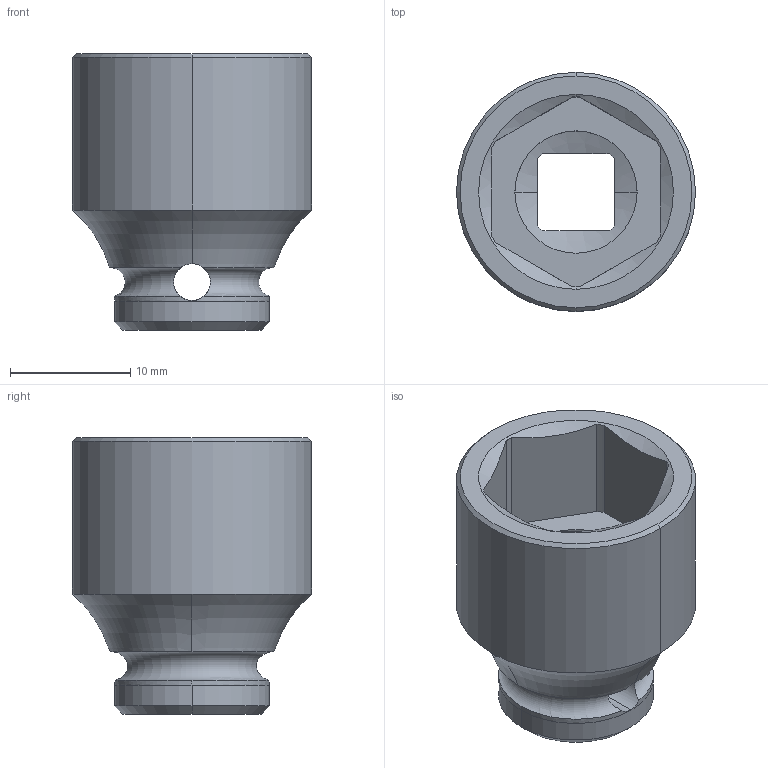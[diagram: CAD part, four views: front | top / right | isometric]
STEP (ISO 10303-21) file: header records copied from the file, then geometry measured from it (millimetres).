
FILE_DESCRIPTION((''),'2;1');
FILE_NAME('4027110014','2023-08-21T14:28:07',('A00565553'),(''),'CREO PARAMETRIC BY PTC INC, 2022414','CREO PARAMETRIC BY PTC INC, 2022414','');
FILE_SCHEMA(('CONFIG_CONTROL_DESIGN','GEOMETRIC_VALIDATION_PROPERTIES_MIM'));
Length unit declared in the file: millimetre
Products named in the file (1): 4027110014
Bounding box: 19.9 x 19.9 x 23 mm (x, y, z)
Volume: 3244.5 mm3; surface area: 2492.7 mm2
Topology: 1 solids, 1 shells, 59 faces, 159 edges, 100 vertices
Faces by surface type: cylinder 21, plane 20, cone 12, torus 6
Entity records: 2181 total; most frequent: CARTESIAN_POINT 600, ORIENTED_EDGE 318, DIRECTION 300, EDGE_CURVE 159, AXIS2_PLACEMENT_3D 121, VERTEX_POINT 100, EDGE_LOOP 63, CIRCLE 62
